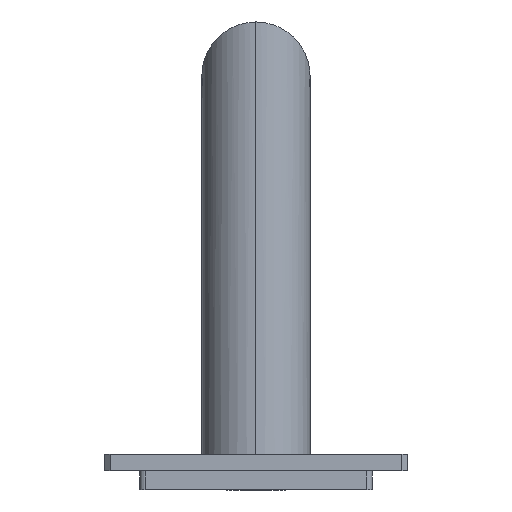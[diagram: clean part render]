
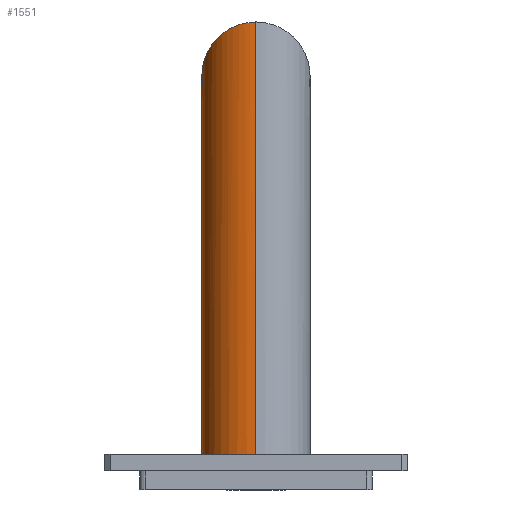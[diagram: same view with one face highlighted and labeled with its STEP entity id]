
A CAD part, left-side view. The second image highlights one B-rep face of the part: STEP entity #1551.
In plain terms, the highlighted cylindrical face has radius 10.03 mm (diameter 20.059 mm), a partial arc.
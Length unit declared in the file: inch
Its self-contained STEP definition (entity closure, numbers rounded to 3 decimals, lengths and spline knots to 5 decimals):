
#225=CARTESIAN_POINT('',(-16.,0.,0.1181));
#226=DIRECTION('',(0.,0.,-1.));
#227=DIRECTION('',(-1.,0.,0.));
#228=AXIS2_PLACEMENT_3D('',#225,#226,#227);
#390=DIRECTION('',(0.,0.,-1.));
#391=VECTOR('',#390,2.36104);
#392=CARTESIAN_POINT('',(-15.60513,0.,2.47914));
#393=LINE('',#392,#391);
#394=CARTESIAN_POINT('',(-16.,0.39487,2.87401));
#395=CARTESIAN_POINT('',(-15.98727,0.39487,2.86128));
#396=CARTESIAN_POINT('',(-15.962,0.39364,2.83601));
#397=CARTESIAN_POINT('',(-15.92466,0.38822,2.79867));
#398=CARTESIAN_POINT('',(-15.88854,0.37941,2.76255));
#399=CARTESIAN_POINT('',(-15.85389,0.36745,2.7279));
#400=CARTESIAN_POINT('',(-15.82103,0.35258,2.69504));
#401=CARTESIAN_POINT('',(-15.79044,0.33527,2.66445));
#402=CARTESIAN_POINT('',(-15.76237,0.31596,2.63638));
#403=CARTESIAN_POINT('',(-15.73678,0.29494,2.61079));
#404=CARTESIAN_POINT('',(-15.7138,0.27265,2.58781));
#405=CARTESIAN_POINT('',(-15.69338,0.24944,2.56739));
#406=CARTESIAN_POINT('',(-15.67533,0.2254,2.54934));
#407=CARTESIAN_POINT('',(-15.65965,0.20089,2.53366));
#408=CARTESIAN_POINT('',(-15.64624,0.17616,2.52025));
#409=CARTESIAN_POINT('',(-15.63484,0.15108,2.50885));
#410=CARTESIAN_POINT('',(-15.62542,0.12588,2.49943));
#411=CARTESIAN_POINT('',(-15.6179,0.10071,2.49191));
#412=CARTESIAN_POINT('',(-15.61216,0.07563,2.48617));
#413=CARTESIAN_POINT('',(-15.60808,0.05038,2.48209));
#414=CARTESIAN_POINT('',(-15.60566,0.02514,2.47967));
#415=CARTESIAN_POINT('',(-15.60513,0.00836,2.47914));
#416=CARTESIAN_POINT('',(-15.60513,0.,2.47914));
#418=CARTESIAN_POINT('',(-16.39487,0.,3.26888));
#419=CARTESIAN_POINT('',(-16.39487,0.00836,3.26888));
#420=CARTESIAN_POINT('',(-16.39434,0.02514,3.26835));
#421=CARTESIAN_POINT('',(-16.39192,0.05038,3.26593));
#422=CARTESIAN_POINT('',(-16.38784,0.07563,3.26185));
#423=CARTESIAN_POINT('',(-16.3821,0.10071,3.25611));
#424=CARTESIAN_POINT('',(-16.37458,0.12588,3.24859));
#425=CARTESIAN_POINT('',(-16.36516,0.15108,3.23917));
#426=CARTESIAN_POINT('',(-16.35376,0.17616,3.22777));
#427=CARTESIAN_POINT('',(-16.34035,0.20089,3.21436));
#428=CARTESIAN_POINT('',(-16.32467,0.2254,3.19868));
#429=CARTESIAN_POINT('',(-16.30662,0.24944,3.18063));
#430=CARTESIAN_POINT('',(-16.2862,0.27265,3.16021));
#431=CARTESIAN_POINT('',(-16.26322,0.29494,3.13723));
#432=CARTESIAN_POINT('',(-16.23763,0.31596,3.11164));
#433=CARTESIAN_POINT('',(-16.20956,0.33527,3.08357));
#434=CARTESIAN_POINT('',(-16.17897,0.35258,3.05298));
#435=CARTESIAN_POINT('',(-16.14611,0.36745,3.02012));
#436=CARTESIAN_POINT('',(-16.11146,0.37941,2.98547));
#437=CARTESIAN_POINT('',(-16.07534,0.38822,2.94935));
#438=CARTESIAN_POINT('',(-16.038,0.39364,2.91201));
#439=CARTESIAN_POINT('',(-16.01273,0.39487,2.88674));
#440=CARTESIAN_POINT('',(-16.,0.39487,2.87401));
#442=DIRECTION('',(0.,0.,-1.));
#443=VECTOR('',#442,3.15078);
#444=CARTESIAN_POINT('',(-16.39487,0.,3.26888));
#445=LINE('',#444,#443);
#1151=CARTESIAN_POINT('',(-15.60513,0.,2.47914));
#1153=VERTEX_POINT('',#1151);
#1155=CARTESIAN_POINT('',(-16.39487,0.,3.26888));
#1157=VERTEX_POINT('',#1155);
#1161=VERTEX_POINT('',#440);
#1166=CARTESIAN_POINT('',(-15.60513,0.,0.1181));
#1167=CARTESIAN_POINT('',(-16.39487,0.,0.1181));
#1168=VERTEX_POINT('',#1166);
#1169=VERTEX_POINT('',#1167);
#1539=CARTESIAN_POINT('',(-16.,0.,2.87401));
#1540=DIRECTION('',(0.,0.,-1.));
#1541=DIRECTION('',(1.,0.,0.));
#1542=AXIS2_PLACEMENT_3D('',#1539,#1540,#1541);
#1543=CYLINDRICAL_SURFACE('',#1542,0.39487);
#1544=ORIENTED_EDGE('',*,*,#1453,.T.);
#1545=ORIENTED_EDGE('',*,*,#1534,.F.);
#1546=ORIENTED_EDGE('',*,*,#1500,.F.);
#1547=ORIENTED_EDGE('',*,*,#1498,.F.);
#1548=ORIENTED_EDGE('',*,*,#1530,.T.);
#1549=EDGE_LOOP('',(#1544,#1545,#1546,#1547,#1548));
#1550=FACE_OUTER_BOUND('',#1549,.F.);
#1551=ADVANCED_FACE('',(#1550),#1543,.T.);
#229=CIRCLE('',#228,0.39487);
#417=B_SPLINE_CURVE_WITH_KNOTS('',3,(#394,#395,#396,#397,#398,#399,#400,#401,
#402,#403,#404,#405,#406,#407,#408,#409,#410,#411,#412,#413,#414,#415,#416),
.UNSPECIFIED.,.F.,.F.,(4,1,1,1,1,1,1,1,1,1,1,1,1,1,1,1,1,1,1,1,4),(0.,0.05,
0.1,0.15,0.2,0.25,0.3,0.35,0.4,0.45,0.5,0.55,0.6,0.65,
0.7,0.75,0.8,0.85,0.9,0.95,1.),.UNSPECIFIED.);
#441=B_SPLINE_CURVE_WITH_KNOTS('',3,(#418,#419,#420,#421,#422,#423,#424,#425,
#426,#427,#428,#429,#430,#431,#432,#433,#434,#435,#436,#437,#438,#439,#440),
.UNSPECIFIED.,.F.,.F.,(4,1,1,1,1,1,1,1,1,1,1,1,1,1,1,1,1,1,1,1,4),(0.,0.05,
0.1,0.15,0.2,0.25,0.3,0.35,0.4,0.45,0.5,0.55,0.6,0.65,
0.7,0.75,0.8,0.85,0.9,0.95,1.),.UNSPECIFIED.);
#1453=EDGE_CURVE('',#1169,#1168,#229,.T.);
#1498=EDGE_CURVE('',#1157,#1161,#441,.T.);
#1500=EDGE_CURVE('',#1161,#1153,#417,.T.);
#1530=EDGE_CURVE('',#1157,#1169,#445,.T.);
#1534=EDGE_CURVE('',#1153,#1168,#393,.T.);
